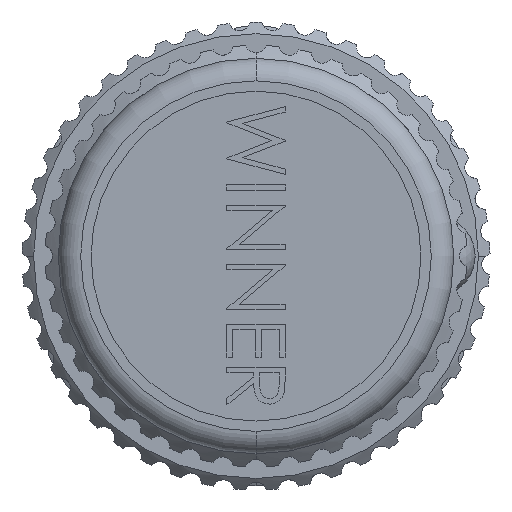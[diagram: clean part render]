
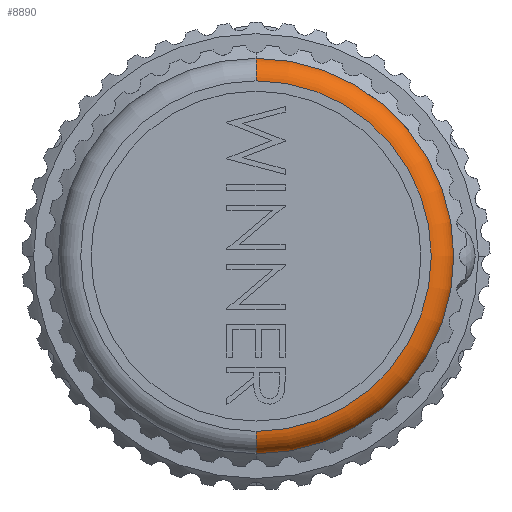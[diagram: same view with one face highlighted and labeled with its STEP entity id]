
A CAD part, left-side view. The second image highlights one B-rep face of the part: STEP entity #8890.
In plain terms, the highlighted toroidal (fillet/blend) face has major radius 12.009 mm and minor radius 1.6 mm.
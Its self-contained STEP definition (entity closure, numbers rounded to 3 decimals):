
#3714 = TOROIDAL_SURFACE ( 'NONE', #12958, 12.009, 1.6 ) ;
#3768 = CARTESIAN_POINT ( 'NONE',  ( -25.9, 0., 0. ) ) ;
#4655 = DIRECTION ( 'NONE',  ( 0., -1., 0. ) ) ;
#4988 = CARTESIAN_POINT ( 'NONE',  ( -24.13, 0., 0. ) ) ;
#5331 = CIRCLE ( 'NONE', #24720, 12.059 ) ;
#5486 = CARTESIAN_POINT ( 'NONE',  ( -25.9, 0., 12.059 ) ) ;
#6843 = EDGE_CURVE ( 'NONE', #9531, #22292, #5331, .T. ) ;
#7611 = CIRCLE ( 'NONE', #14819, 1.6 ) ;
#8890 = ADVANCED_FACE ( 'NONE', ( #16566 ), #3714, .T. ) ;
#9514 = DIRECTION ( 'NONE',  ( -1., 0., 0. ) ) ;
#9531 = VERTEX_POINT ( 'NONE', #21253 ) ;
#10728 = AXIS2_PLACEMENT_3D ( 'NONE', #13450, #28829, #17928 ) ;
#10770 = EDGE_CURVE ( 'NONE', #28552, #15752, #21771, .T. ) ;
#11218 = EDGE_LOOP ( 'NONE', ( #17299, #24834, #13035, #25622 ) ) ;
#11317 = CARTESIAN_POINT ( 'NONE',  ( -24.301, 0., 12.009 ) ) ;
#12775 = AXIS2_PLACEMENT_3D ( 'NONE', #4988, #9514, #13887 ) ;
#12958 = AXIS2_PLACEMENT_3D ( 'NONE', #14910, #15014, #21675 ) ;
#13035 = ORIENTED_EDGE ( 'NONE', *, *, #6843, .F. ) ;
#13450 = CARTESIAN_POINT ( 'NONE',  ( -24.301, 0., -12.009 ) ) ;
#13470 = DIRECTION ( 'NONE',  ( 0., 0., -1. ) ) ;
#13887 = DIRECTION ( 'NONE',  ( 0., 0., -1. ) ) ;
#14819 = AXIS2_PLACEMENT_3D ( 'NONE', #11317, #4655, #19917 ) ;
#14910 = CARTESIAN_POINT ( 'NONE',  ( -24.301, 0., 0. ) ) ;
#15014 = DIRECTION ( 'NONE',  ( -1., 0., 0. ) ) ;
#15752 = VERTEX_POINT ( 'NONE', #22482 ) ;
#16566 = FACE_OUTER_BOUND ( 'NONE', #11218, .T. ) ;
#17299 = ORIENTED_EDGE ( 'NONE', *, *, #10770, .T. ) ;
#17928 = DIRECTION ( 'NONE',  ( -1., 0., 0. ) ) ;
#19176 = EDGE_CURVE ( 'NONE', #15752, #22292, #7611, .T. ) ;
#19324 = DIRECTION ( 'NONE',  ( -1., 0., 0. ) ) ;
#19917 = DIRECTION ( 'NONE',  ( 0., 0., -1. ) ) ;
#21253 = CARTESIAN_POINT ( 'NONE',  ( -25.9, 0., -12.059 ) ) ;
#21675 = DIRECTION ( 'NONE',  ( 0., 0., -1. ) ) ;
#21771 = CIRCLE ( 'NONE', #12775, 13.6 ) ;
#22292 = VERTEX_POINT ( 'NONE', #5486 ) ;
#22482 = CARTESIAN_POINT ( 'NONE',  ( -24.13, 0., 13.6 ) ) ;
#24720 = AXIS2_PLACEMENT_3D ( 'NONE', #3768, #19324, #13470 ) ;
#24815 = EDGE_CURVE ( 'NONE', #28552, #9531, #27128, .T. ) ;
#24834 = ORIENTED_EDGE ( 'NONE', *, *, #19176, .T. ) ;
#25622 = ORIENTED_EDGE ( 'NONE', *, *, #24815, .F. ) ;
#27128 = CIRCLE ( 'NONE', #10728, 1.6 ) ;
#27736 = CARTESIAN_POINT ( 'NONE',  ( -24.13, 0., -13.6 ) ) ;
#28552 = VERTEX_POINT ( 'NONE', #27736 ) ;
#28829 = DIRECTION ( 'NONE',  ( 0., 1., 0. ) ) ;
